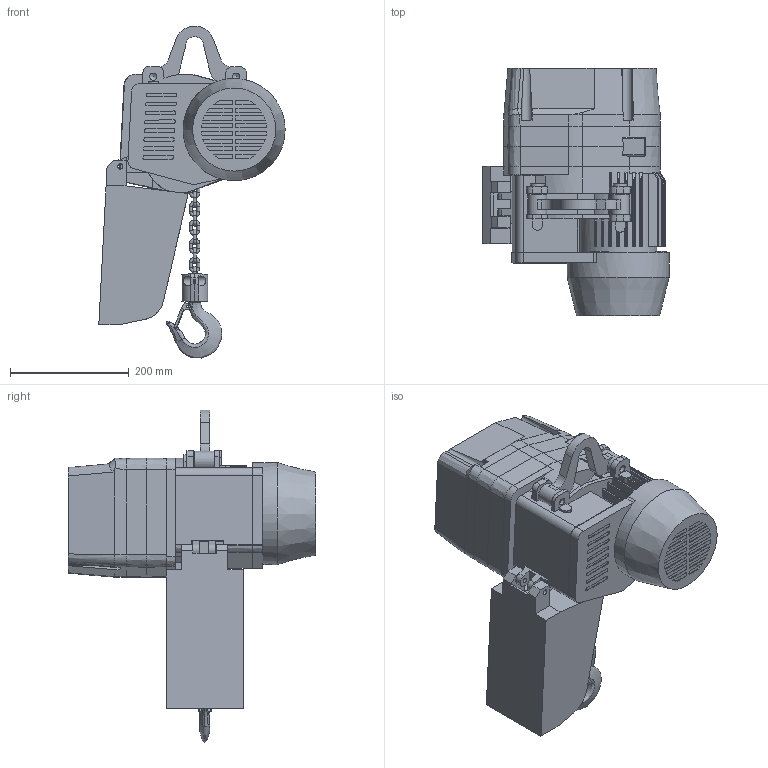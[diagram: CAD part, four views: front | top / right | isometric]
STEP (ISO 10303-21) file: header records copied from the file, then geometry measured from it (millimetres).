
FILE_DESCRIPTION(('STEP AP214'),'1');
FILE_NAME('KITO EQ Kättingtelfer 250-1.stp','2013-10-02T13:01:11',(' '),(' '),'Spatial InterOp 3D',' ',' ');
FILE_SCHEMA(('automotive_design'));
Length unit declared in the file: millimetre
Products named in the file (18): KITO EQ Kattingtelfer 250-1; Part6; Part5; Part4; Part3; Part2; Assembly2; Part1; Assembly1
Assembly tree (26 placements, depth 5):
  KITO EQ Kattingtelfer 250-1
    Part6
    Part5
    Part4
    Part3
    Part2
    Assembly2
      Part1
    Assembly1
      Part1  x2
      Assembly2
        Part1  x8
      Assembly1
        Assembly2
          Part2
          Part1
        Assembly1
          Part1  x2
Bounding box: 313.89 x 417 x 559.31 mm (x, y, z)
Volume: 18046881.3 mm3; surface area: 993021.6 mm2
Topology: 20 solids, 22 shells, 907 faces, 2514 edges, 1662 vertices
Faces by surface type: plane 529, bspline 179, cylinder 141, cone 34, torus 21, sphere 3
Full cylindrical faces by diameter (mm): 1.4 x1, 4 x3, 5.4 x20, 6 x3, 6.2 x4, 8.4 x2, 9 x2, 11 x1, 12.2 x6, 17 x2, 32 x2, 137 x1, 172 x1
Entity records: 42551 total; most frequent: CARTESIAN_POINT 14553, ORIENTED_EDGE 4576, DIRECTION 3940, EDGE_CURVE 2288, VERTEX_POINT 1545, LINE 1426, VECTOR 1426, AXIS2_PLACEMENT_3D 1257
